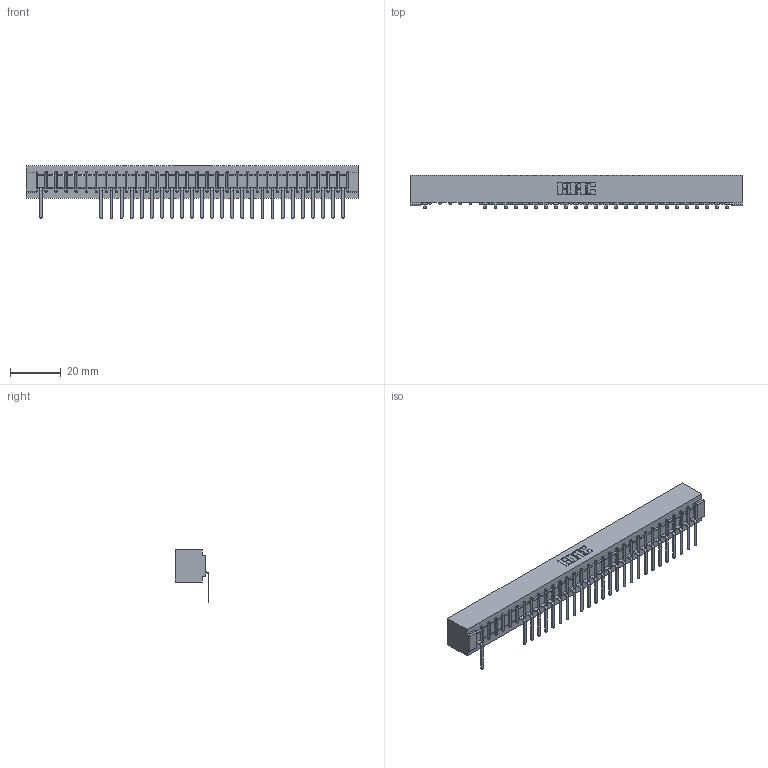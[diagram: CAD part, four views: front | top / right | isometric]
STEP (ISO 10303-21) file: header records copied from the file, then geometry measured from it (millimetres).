
FILE_DESCRIPTION (( 'STEP AP203' ), '1' );
FILE_NAME ('357-031-557-101.STEP', '2018-08-09T22:55:18', ( '' ), ( '' ), 'SwSTEP 2.0', 'SolidWorks 2016', '' );
FILE_SCHEMA (( 'CONFIG_CONTROL_DESIGN' ));
Length unit declared in the file: inch
Products named in the file (3): 307 Part_No Mounting Lugs; 307-290-002_557; 357-031-557-101
Assembly tree (27 placements, depth 2):
  357-031-557-101
    307 Part_No Mounting Lugs
    307-290-002_557  x26
Bounding box: 130.71 x 13.32 x 20.66 mm (x, y, z)
Volume: 14388.7 mm3; surface area: 17729.8 mm2
Topology: 27 solids, 27 shells, 2270 faces, 6963 edges, 4554 vertices
Faces by surface type: plane 1348, cylinder 858, sphere 64
Entity records: 28348 total; most frequent: CARTESIAN_POINT 4803, ORIENTED_EDGE 4798, DIRECTION 4665, EDGE_CURVE 2399, VECTOR 1833, LINE 1833, VERTEX_POINT 1554, AXIS2_PLACEMENT_3D 1416
